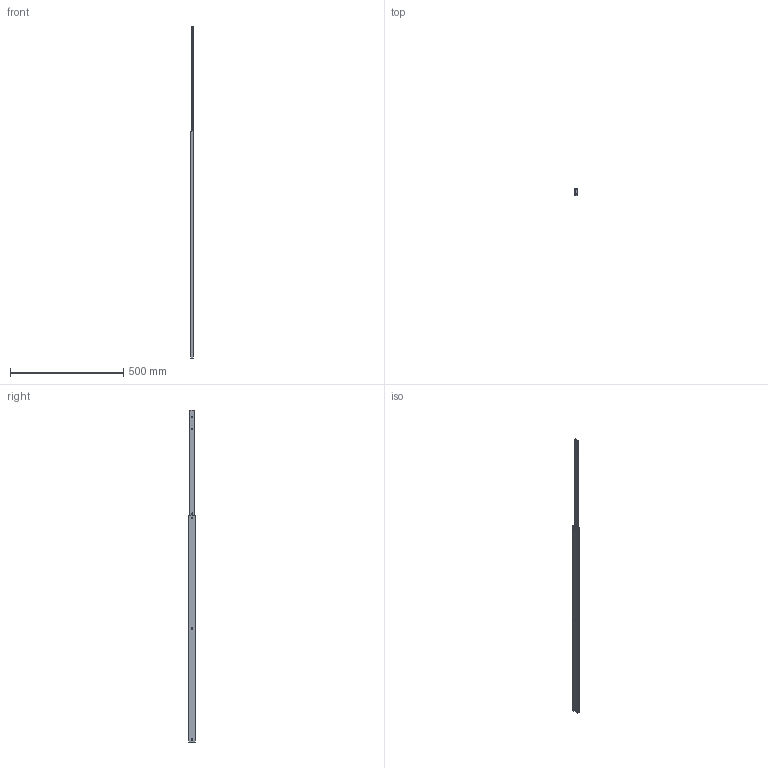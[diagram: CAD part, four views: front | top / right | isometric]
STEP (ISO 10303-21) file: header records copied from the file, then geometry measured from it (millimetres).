
FILE_DESCRIPTION (( 'STEP AP214' ), '1' );
FILE_NAME ('ows30-1000.STEP', '2021-11-10T08:36:56', ( '' ), ( '' ), 'SwSTEP 2.0', 'SolidWorks 2020', '' );
FILE_SCHEMA (( 'AUTOMOTIVE_DESIGN' ));
Length unit declared in the file: millimetre
Products named in the file (4): masko30_1000; ows30-1000; Part8^ows30; zensko30_1000
Assembly tree (2 placements, depth 2):
  ows30-1000
    masko30_1000
    zensko30_1000
  Part8^ows30
Bounding box: 11 x 30 x 1465 mm (x, y, z)
Volume: 250221.8 mm3; surface area: 147612.8 mm2
Topology: 2 solids, 2 shells, 80 faces, 202 edges, 128 vertices
Faces by surface type: plane 38, cylinder 26, cone 12, torus 4
Entity records: 2563 total; most frequent: DIRECTION 452, CARTESIAN_POINT 415, ORIENTED_EDGE 404, EDGE_CURVE 202, AXIS2_PLACEMENT_3D 165, VERTEX_POINT 128, VECTOR 122, LINE 122
